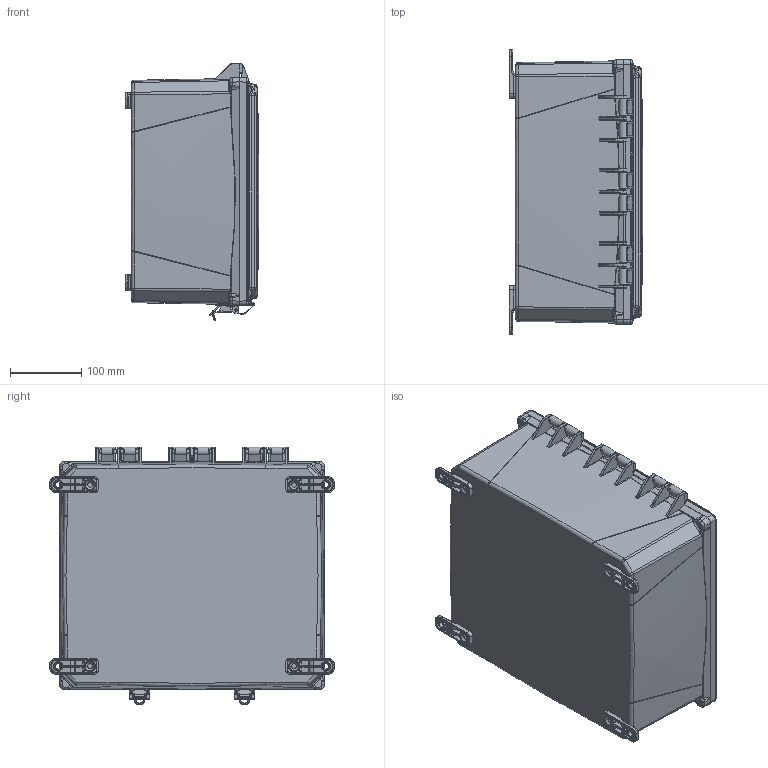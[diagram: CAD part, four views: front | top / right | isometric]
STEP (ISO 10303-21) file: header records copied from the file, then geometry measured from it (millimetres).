
FILE_DESCRIPTION((''),'2;1');
FILE_NAME('14X12X6-ASSEM_ASM','2007-06-19T',('Mark Cipolla'),(''),'PRO/ENGINEER BY PARAMETRIC TECHNOLOGY CORPORATION, 2004110','PRO/ENGINEER BY PARAMETRIC TECHNOLOGY CORPORATION, 2004110','');
FILE_SCHEMA(('CONFIG_CONTROL_DESIGN'));
Products named in the file (6): 1412620_AF1; 1412660; HC83300-42LK112555-CATCH; 9912500; 14X12_BACKPANEL; 14X12X6-ASSEM_ASM
Assembly tree (9 placements, depth 2):
  14X12X6-ASSEM_ASM
    1412620_AF1
    1412660
    HC83300-42LK112555-CATCH  x2
    9912500  x4
    14X12_BACKPANEL
Bounding box: 187.45 x 398.53 x 360.71 mm (x, y, z)
Volume: 2491159.8 mm3; surface area: 1205956.5 mm2
Topology: 13 solids, 18 shells, 3678 faces, 8760 edges, 5164 vertices
Faces by surface type: cylinder 1350, bspline 1113, plane 811, cone 188, torus 144, sphere 72
Entity records: 114498 total; most frequent: CARTESIAN_POINT 59744, ORIENTED_EDGE 12446, DIRECTION 9764, EDGE_CURVE 6267, VERTEX_POINT 3698, AXIS2_PLACEMENT_3D 3615, EDGE_LOOP 2721, FACE_OUTER_BOUND 2620
